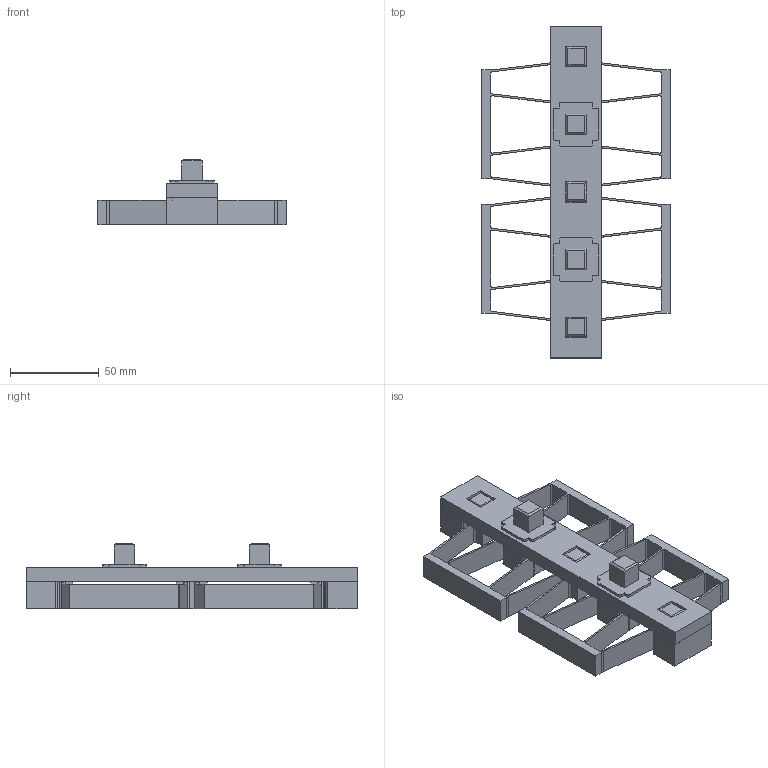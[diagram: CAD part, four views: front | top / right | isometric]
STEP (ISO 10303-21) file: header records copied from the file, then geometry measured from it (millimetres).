
FILE_DESCRIPTION(/* description */ (''),/* implementation_level */ '2;1');
FILE_NAME(/* name */ 'liner flexor bearing decopling XX v23.step',/* time_stamp */ '2024-05-04T12:20:14+10:00',/* author */ (''),/* organization */ (''),/* preprocessor_version */ 'ST-DEVELOPER v20',/* originating_system */ 'Autodesk Translation Framework v12.20.1.177',/* authorisation */ '');
FILE_SCHEMA (('AUTOMOTIVE_DESIGN { 1 0 10303 214 3 1 1 }'));
Length unit declared in the file: millimetre
Products named in the file (3): x flex; flex; top
Assembly tree (2 placements, depth 2):
  x flex
    flex
    top
Bounding box: 105.92 x 186.73 x 37 mm (x, y, z)
Volume: 110561.4 mm3; surface area: 58657.9 mm2
Topology: 2 solids, 2 shells, 371 faces, 1040 edges, 676 vertices
Faces by surface type: plane 267, cylinder 104
Entity records: 11963 total; most frequent: CARTESIAN_POINT 2092, ORIENTED_EDGE 2080, DIRECTION 2000, EDGE_CURVE 1040, LINE 832, VECTOR 832, VERTEX_POINT 676, AXIS2_PLACEMENT_3D 584
